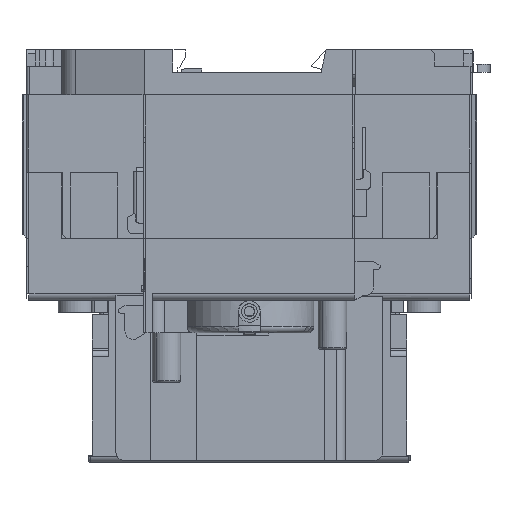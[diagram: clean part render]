
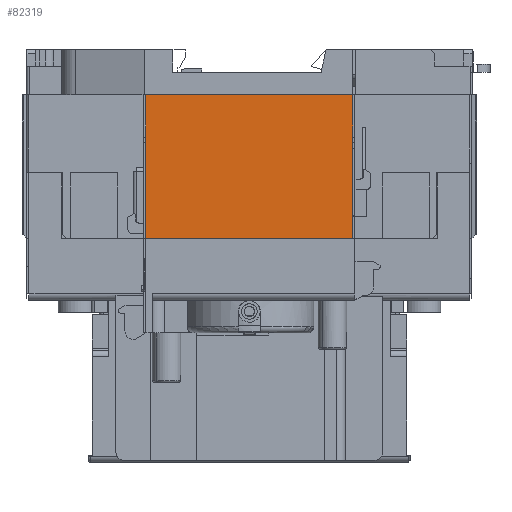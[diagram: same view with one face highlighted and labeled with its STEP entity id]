
A CAD part, left-side view. The second image highlights one B-rep face of the part: STEP entity #82319.
In plain terms, the highlighted planar face has unit normal (-1, 0, 0).
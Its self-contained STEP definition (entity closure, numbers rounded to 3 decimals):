
#82280=DIRECTION('',(0.,0.,-1.));
#82281=VECTOR('',#82280,35.);
#82282=CARTESIAN_POINT('',(83.946,389.371,
-25.504));
#82283=LINE('',#82282,#82281);
#82284=DIRECTION('',(0.,1.,0.));
#82285=VECTOR('',#82284,50.4);
#82286=CARTESIAN_POINT('',(83.946,389.371,
-60.504));
#82287=LINE('',#82286,#82285);
#82288=DIRECTION('',(0.,0.,1.));
#82289=VECTOR('',#82288,35.);
#82290=CARTESIAN_POINT('',(83.946,439.771,
-60.504));
#82291=LINE('',#82290,#82289);
#82292=DIRECTION('',(0.,-1.,0.));
#82293=VECTOR('',#82292,50.4);
#82294=CARTESIAN_POINT('',(83.946,439.771,
-25.504));
#82295=LINE('',#82294,#82293);
#82296=CARTESIAN_POINT('',(83.946,389.371,
-25.504));
#82297=CARTESIAN_POINT('',(83.946,389.371,
-60.504));
#82298=VERTEX_POINT('',#82296);
#82299=VERTEX_POINT('',#82297);
#82300=CARTESIAN_POINT('',(83.946,439.771,
-60.504));
#82301=VERTEX_POINT('',#82300);
#82302=CARTESIAN_POINT('',(83.946,439.771,
-25.504));
#82303=VERTEX_POINT('',#82302);
#82304=CARTESIAN_POINT('',(83.946,414.571,
-43.004));
#82305=DIRECTION('',(1.,0.,0.));
#82306=DIRECTION('',(0.,-1.,0.));
#82307=AXIS2_PLACEMENT_3D('',#82304,#82305,#82306);
#82308=PLANE('',#82307);
#82310=ORIENTED_EDGE('',*,*,#82309,.T.);
#82312=ORIENTED_EDGE('',*,*,#82311,.T.);
#82314=ORIENTED_EDGE('',*,*,#82313,.T.);
#82316=ORIENTED_EDGE('',*,*,#82315,.T.);
#82317=EDGE_LOOP('',(#82310,#82312,#82314,#82316));
#82318=FACE_OUTER_BOUND('',#82317,.F.);
#82319=ADVANCED_FACE('',(#82318),#82308,.F.);
#82309=EDGE_CURVE('',#82298,#82299,#82283,.T.);
#82311=EDGE_CURVE('',#82299,#82301,#82287,.T.);
#82313=EDGE_CURVE('',#82301,#82303,#82291,.T.);
#82315=EDGE_CURVE('',#82303,#82298,#82295,.T.);
